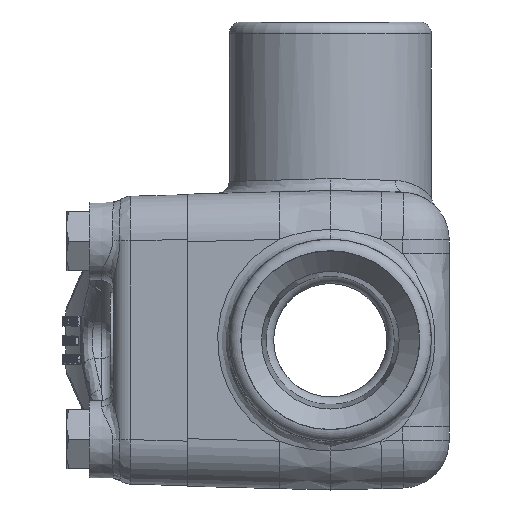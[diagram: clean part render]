
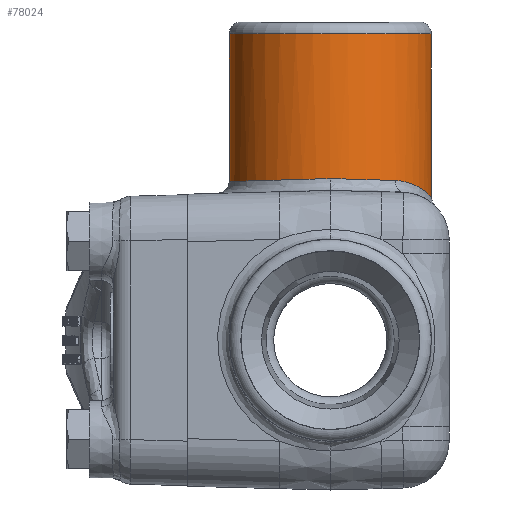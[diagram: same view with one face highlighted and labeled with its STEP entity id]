
A CAD part, left-side view. The second image highlights one B-rep face of the part: STEP entity #78024.
In plain terms, the highlighted cylindrical face has radius 13.494 mm (diameter 26.987 mm), a full revolution.
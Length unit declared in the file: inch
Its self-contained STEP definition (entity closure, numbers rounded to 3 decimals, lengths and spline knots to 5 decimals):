
#1898=B_SPLINE_CURVE_WITH_KNOTS('',3,(#103789,#103790,#103791,#103792,#103793,
#103794,#103795,#103796,#103797,#103798),.UNSPECIFIED.,.F.,.F.,(4,1,1,1,
1,1,1,4),(-2.66813,-2.28697,-1.9058,-1.52464,
-1.14348,-0.76232,-0.38116,0.),
 .UNSPECIFIED.);
#6164=ELLIPSE('',#82724,0.53148,0.53125);
#6165=ELLIPSE('',#82725,0.53148,0.53125);
#6166=ELLIPSE('',#82726,0.53148,0.53125);
#6244=CYLINDRICAL_SURFACE('',#82723,0.53125);
#6564=CIRCLE('',#82717,0.53125);
#6569=CIRCLE('',#82722,0.53125);
#8111=FACE_OUTER_BOUND('',#12638,.T.);
#12638=EDGE_LOOP('',(#51470,#51471,#51472,#51473,#51474,#51475,#51476,#51477));
#17558=LINE('',#103800,#24256);
#24256=VECTOR('',#87327,0.53125);
#31035=VERTEX_POINT('',#103771);
#31036=VERTEX_POINT('',#103772);
#31040=VERTEX_POINT('',#103783);
#31041=VERTEX_POINT('',#103784);
#31042=VERTEX_POINT('',#103786);
#31043=VERTEX_POINT('',#103788);
#39156=EDGE_CURVE('',#31035,#31036,#6564,.T.);
#39161=EDGE_CURVE('',#31036,#31035,#6569,.T.);
#39162=EDGE_CURVE('',#31040,#31041,#6164,.T.);
#39163=EDGE_CURVE('',#31042,#31040,#6165,.T.);
#39164=EDGE_CURVE('',#31043,#31042,#1898,.T.);
#39165=EDGE_CURVE('',#31041,#31043,#6166,.T.);
#39166=EDGE_CURVE('',#31041,#31036,#17558,.T.);
#51470=ORIENTED_EDGE('',*,*,#39162,.F.);
#51471=ORIENTED_EDGE('',*,*,#39163,.F.);
#51472=ORIENTED_EDGE('',*,*,#39164,.F.);
#51473=ORIENTED_EDGE('',*,*,#39165,.F.);
#51474=ORIENTED_EDGE('',*,*,#39166,.T.);
#51475=ORIENTED_EDGE('',*,*,#39156,.F.);
#51476=ORIENTED_EDGE('',*,*,#39161,.F.);
#51477=ORIENTED_EDGE('',*,*,#39166,.F.);
#78024=ADVANCED_FACE('',(#8111),#6244,.T.);
#82717=AXIS2_PLACEMENT_3D('',#103773,#87307,#87308);
#82722=AXIS2_PLACEMENT_3D('',#103781,#87317,#87318);
#82723=AXIS2_PLACEMENT_3D('',#103782,#87319,#87320);
#82724=AXIS2_PLACEMENT_3D('',#103785,#87321,#87322);
#82725=AXIS2_PLACEMENT_3D('',#103787,#87323,#87324);
#82726=AXIS2_PLACEMENT_3D('',#103799,#87325,#87326);
#87307=DIRECTION('center_axis',(0.,0.,1.));
#87308=DIRECTION('ref_axis',(0.,-1.,0.));
#87317=DIRECTION('center_axis',(0.,0.,1.));
#87318=DIRECTION('ref_axis',(0.,-1.,0.));
#87319=DIRECTION('center_axis',(0.,0.,-1.));
#87320=DIRECTION('ref_axis',(-1.,0.,0.));
#87321=DIRECTION('center_axis',(0.,-0.029,
-1.));
#87322=DIRECTION('ref_axis',(0.,1.,-0.029));
#87323=DIRECTION('center_axis',(0.,0.029,
-1.));
#87324=DIRECTION('ref_axis',(0.,-1.,-0.029));
#87325=DIRECTION('center_axis',(0.,0.029,
-1.));
#87326=DIRECTION('ref_axis',(0.,-1.,-0.029));
#87327=DIRECTION('',(0.,0.,1.));
#103771=CARTESIAN_POINT('',(0.,0.53125,1.60936));
#103772=CARTESIAN_POINT('',(0.53125,0.,1.60936));
#103773=CARTESIAN_POINT('Origin',(0.,0.,1.60936));
#103781=CARTESIAN_POINT('Origin',(0.,0.,1.60936));
#103782=CARTESIAN_POINT('Origin',(0.,0.,1.67188));
#103783=CARTESIAN_POINT('',(-0.53125,0.,0.84942));
#103784=CARTESIAN_POINT('',(0.53125,0.,0.84942));
#103785=CARTESIAN_POINT('Origin',(0.,0.,0.84942));
#103786=CARTESIAN_POINT('',(-0.40581,-0.34285,0.83939));
#103787=CARTESIAN_POINT('Origin',(0.,0.,0.84942));
#103788=CARTESIAN_POINT('',(0.40581,-0.34285,0.83939));
#103789=CARTESIAN_POINT('Ctrl Pts',(0.40581,-0.34285,
0.83939));
#103790=CARTESIAN_POINT('Ctrl Pts',(0.37693,-0.37703,
0.83839));
#103791=CARTESIAN_POINT('Ctrl Pts',(0.31085,-0.43745,
0.82267));
#103792=CARTESIAN_POINT('Ctrl Pts',(0.19621,-0.4993,
0.78322));
#103793=CARTESIAN_POINT('Ctrl Pts',(0.06823,-0.53258,
0.74899));
#103794=CARTESIAN_POINT('Ctrl Pts',(-0.06828,-0.5326,
0.74884));
#103795=CARTESIAN_POINT('Ctrl Pts',(-0.19616,-0.49932,
0.78316));
#103796=CARTESIAN_POINT('Ctrl Pts',(-0.31086,-0.43746,
0.82263));
#103797=CARTESIAN_POINT('Ctrl Pts',(-0.37693,-0.37703,
0.83839));
#103798=CARTESIAN_POINT('Ctrl Pts',(-0.40581,-0.34285,
0.83939));
#103799=CARTESIAN_POINT('Origin',(0.,0.,0.84942));
#103800=CARTESIAN_POINT('',(0.53125,0.,1.67188));
